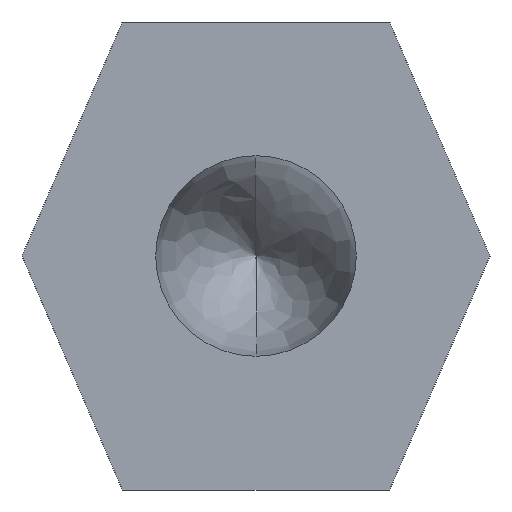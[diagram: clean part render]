
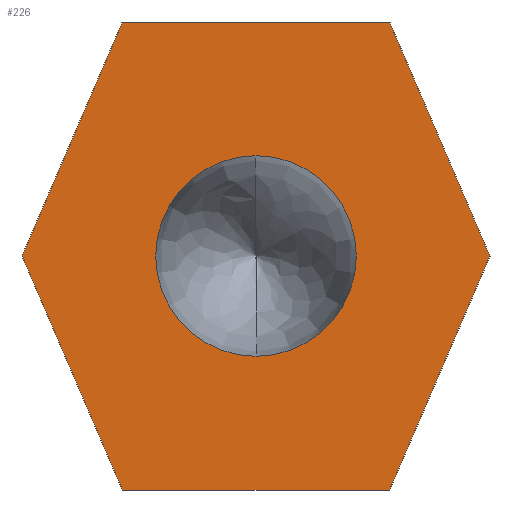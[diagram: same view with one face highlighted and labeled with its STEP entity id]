
A CAD part, front view. The second image highlights one B-rep face of the part: STEP entity #226.
In plain terms, the highlighted planar face has unit normal (0, -1, 0).
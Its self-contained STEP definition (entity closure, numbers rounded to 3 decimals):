
#1=DIRECTION('',(-1.,0.,0.));
#2=VECTOR('',#1,4.);
#3=CARTESIAN_POINT('',(0.,0.,-7.));
#4=LINE('',#3,#2);
#5=DIRECTION('',(-0.394,0.,0.919));
#6=VECTOR('',#5,7.616);
#7=CARTESIAN_POINT('',(-4.,0.,-7.));
#8=LINE('',#7,#6);
#9=DIRECTION('',(0.394,0.,0.919));
#10=VECTOR('',#9,7.616);
#11=CARTESIAN_POINT('',(-7.,0.,0.));
#12=LINE('',#11,#10);
#13=DIRECTION('',(1.,0.,0.));
#14=VECTOR('',#13,8.);
#15=CARTESIAN_POINT('',(-4.,0.,7.));
#16=LINE('',#15,#14);
#17=DIRECTION('',(0.394,0.,-0.919));
#18=VECTOR('',#17,7.616);
#19=CARTESIAN_POINT('',(4.,0.,7.));
#20=LINE('',#19,#18);
#21=DIRECTION('',(-0.394,0.,-0.919));
#22=VECTOR('',#21,7.616);
#23=CARTESIAN_POINT('',(7.,0.,0.));
#24=LINE('',#23,#22);
#25=DIRECTION('',(-1.,0.,0.));
#26=VECTOR('',#25,4.);
#27=CARTESIAN_POINT('',(4.,0.,-7.));
#28=LINE('',#27,#26);
#29=CARTESIAN_POINT('',(0.,0.,0.));
#30=DIRECTION('',(0.,1.,0.));
#31=DIRECTION('',(-1.,0.,0.));
#32=AXIS2_PLACEMENT_3D('',#29,#30,#31);
#34=CARTESIAN_POINT('',(0.,0.,0.));
#35=DIRECTION('',(0.,1.,0.));
#36=DIRECTION('',(1.,0.,0.));
#37=AXIS2_PLACEMENT_3D('',#34,#35,#36);
#153=CARTESIAN_POINT('',(0.,0.,-7.));
#154=CARTESIAN_POINT('',(-4.,0.,-7.));
#155=VERTEX_POINT('',#153);
#156=VERTEX_POINT('',#154);
#157=CARTESIAN_POINT('',(-7.,0.,0.));
#158=VERTEX_POINT('',#157);
#159=CARTESIAN_POINT('',(-4.,0.,7.));
#160=VERTEX_POINT('',#159);
#161=CARTESIAN_POINT('',(4.,0.,7.));
#162=VERTEX_POINT('',#161);
#163=CARTESIAN_POINT('',(7.,0.,0.));
#164=VERTEX_POINT('',#163);
#165=CARTESIAN_POINT('',(4.,0.,-7.));
#166=VERTEX_POINT('',#165);
#186=CARTESIAN_POINT('',(-3.,0.,0.));
#187=CARTESIAN_POINT('',(3.,0.,0.));
#188=VERTEX_POINT('',#186);
#189=VERTEX_POINT('',#187);
#199=CARTESIAN_POINT('',(0.,0.,0.));
#200=DIRECTION('',(0.,1.,0.));
#201=DIRECTION('',(1.,0.,0.));
#202=AXIS2_PLACEMENT_3D('',#199,#200,#201);
#203=PLANE('',#202);
#205=ORIENTED_EDGE('',*,*,#204,.T.);
#207=ORIENTED_EDGE('',*,*,#206,.T.);
#209=ORIENTED_EDGE('',*,*,#208,.T.);
#211=ORIENTED_EDGE('',*,*,#210,.T.);
#213=ORIENTED_EDGE('',*,*,#212,.T.);
#215=ORIENTED_EDGE('',*,*,#214,.T.);
#217=ORIENTED_EDGE('',*,*,#216,.T.);
#218=EDGE_LOOP('',(#205,#207,#209,#211,#213,#215,#217));
#219=FACE_OUTER_BOUND('',#218,.F.);
#221=ORIENTED_EDGE('',*,*,#220,.F.);
#223=ORIENTED_EDGE('',*,*,#222,.F.);
#224=EDGE_LOOP('',(#221,#223));
#225=FACE_BOUND('',#224,.F.);
#226=ADVANCED_FACE('',(#219,#225),#203,.F.);
#33=CIRCLE('',#32,3.);
#38=CIRCLE('',#37,3.);
#204=EDGE_CURVE('',#155,#156,#4,.T.);
#206=EDGE_CURVE('',#156,#158,#8,.T.);
#208=EDGE_CURVE('',#158,#160,#12,.T.);
#210=EDGE_CURVE('',#160,#162,#16,.T.);
#212=EDGE_CURVE('',#162,#164,#20,.T.);
#214=EDGE_CURVE('',#164,#166,#24,.T.);
#216=EDGE_CURVE('',#166,#155,#28,.T.);
#220=EDGE_CURVE('',#188,#189,#33,.T.);
#222=EDGE_CURVE('',#189,#188,#38,.T.);
